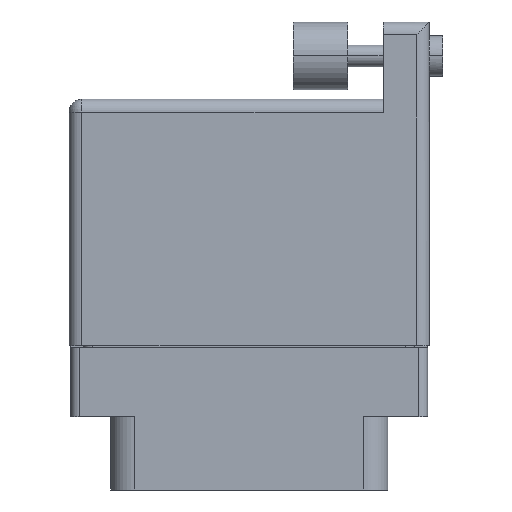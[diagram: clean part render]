
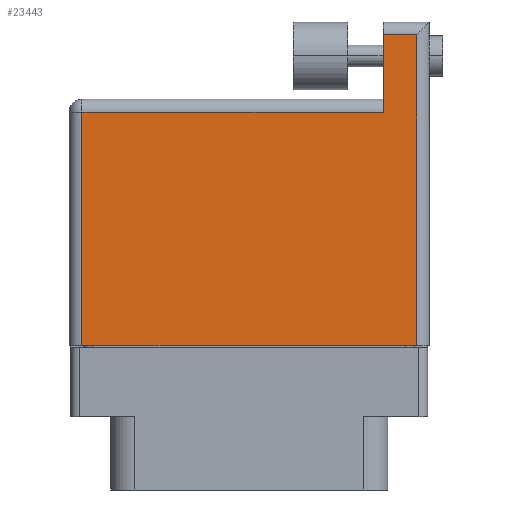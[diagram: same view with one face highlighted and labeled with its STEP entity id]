
A CAD part, front view. The second image highlights one B-rep face of the part: STEP entity #23443.
In plain terms, the highlighted face is planar.
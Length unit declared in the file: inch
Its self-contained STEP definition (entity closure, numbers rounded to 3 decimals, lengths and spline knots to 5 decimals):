
#401 = VERTEX_POINT ( 'NONE', #24185 ) ;
#686 = EDGE_CURVE ( 'NONE', #25390, #401, #21968, .T. ) ;
#880 = CARTESIAN_POINT ( 'NONE',  ( -0.6155, 0.759, 0.3575 ) ) ;
#1456 = DIRECTION ( 'NONE',  ( 0., 0., -1. ) ) ;
#3279 = CARTESIAN_POINT ( 'NONE',  ( -0.6625, -0.1, 0.3575 ) ) ;
#3310 = VECTOR ( 'NONE', #25535, 39.37008 ) ;
#3901 = VERTEX_POINT ( 'NONE', #880 ) ;
#3977 = CARTESIAN_POINT ( 'NONE',  ( -0.6155, -0.1, 0.3575 ) ) ;
#4081 = CARTESIAN_POINT ( 'NONE',  ( -0.6625, 0.759, 0.3575 ) ) ;
#5123 = VERTEX_POINT ( 'NONE', #6784 ) ;
#5832 = VECTOR ( 'NONE', #9987, 39.37008 ) ;
#6706 = VECTOR ( 'NONE', #25409, 39.37008 ) ;
#6784 = CARTESIAN_POINT ( 'NONE',  ( -0.6155, -0.1, 0.3575 ) ) ;
#9133 = EDGE_CURVE ( 'NONE', #401, #9647, #27070, .T. ) ;
#9628 = ORIENTED_EDGE ( 'NONE', *, *, #9133, .T. ) ;
#9647 = VERTEX_POINT ( 'NONE', #23386 ) ;
#9987 = DIRECTION ( 'NONE',  ( 0., -1., 0. ) ) ;
#12019 = EDGE_CURVE ( 'NONE', #9647, #3901, #20379, .T. ) ;
#14261 = VECTOR ( 'NONE', #14293, 39.37008 ) ;
#14293 = DIRECTION ( 'NONE',  ( 0., -1., 0. ) ) ;
#14737 = AXIS2_PLACEMENT_3D ( 'NONE', #26424, #1456, #20404 ) ;
#15153 = VECTOR ( 'NONE', #20136, 39.37008 ) ;
#16015 = CARTESIAN_POINT ( 'NONE',  ( 0.6155, -0.1, 0.3575 ) ) ;
#16491 = LINE ( 'NONE', #3279, #23656 ) ;
#16910 = LINE ( 'NONE', #3977, #14261 ) ;
#17139 = EDGE_CURVE ( 'NONE', #3901, #5123, #16910, .T. ) ;
#17922 = DIRECTION ( 'NONE',  ( 1., 0., 0. ) ) ;
#17980 = EDGE_CURVE ( 'NONE', #23464, #25390, #25653, .T. ) ;
#18404 = ORIENTED_EDGE ( 'NONE', *, *, #19722, .T. ) ;
#19722 = EDGE_CURVE ( 'NONE', #5123, #23464, #16491, .T. ) ;
#20136 = DIRECTION ( 'NONE',  ( -1., 0., 0. ) ) ;
#20195 = EDGE_LOOP ( 'NONE', ( #18404, #22896, #24994, #9628, #23973, #21410 ) ) ;
#20379 = LINE ( 'NONE', #4081, #15153 ) ;
#20404 = DIRECTION ( 'NONE',  ( -1., 0., 0. ) ) ;
#21326 = CARTESIAN_POINT ( 'NONE',  ( 0.4925, 1.043, 0.3575 ) ) ;
#21410 = ORIENTED_EDGE ( 'NONE', *, *, #17139, .T. ) ;
#21968 = LINE ( 'NONE', #21326, #3310 ) ;
#22044 = CARTESIAN_POINT ( 'NONE',  ( 0.6155, 1.043, 0.3575 ) ) ;
#22896 = ORIENTED_EDGE ( 'NONE', *, *, #17980, .T. ) ;
#23386 = CARTESIAN_POINT ( 'NONE',  ( 0.4925, 0.759, 0.3575 ) ) ;
#23443 = ADVANCED_FACE ( 'NONE', ( #26807 ), #26517, .F. ) ;
#23464 = VERTEX_POINT ( 'NONE', #16015 ) ;
#23656 = VECTOR ( 'NONE', #17922, 39.37008 ) ;
#23973 = ORIENTED_EDGE ( 'NONE', *, *, #12019, .T. ) ;
#24185 = CARTESIAN_POINT ( 'NONE',  ( 0.4925, 1.043, 0.3575 ) ) ;
#24721 = CARTESIAN_POINT ( 'NONE',  ( 0.4925, 1.09, 0.3575 ) ) ;
#24994 = ORIENTED_EDGE ( 'NONE', *, *, #686, .T. ) ;
#25390 = VERTEX_POINT ( 'NONE', #22044 ) ;
#25409 = DIRECTION ( 'NONE',  ( 0., 1., 0. ) ) ;
#25494 = CARTESIAN_POINT ( 'NONE',  ( 0.6155, 1.09, 0.3575 ) ) ;
#25535 = DIRECTION ( 'NONE',  ( -1., 0., 0. ) ) ;
#25653 = LINE ( 'NONE', #25494, #6706 ) ;
#26424 = CARTESIAN_POINT ( 'NONE',  ( -0.6625, 0.806, 0.3575 ) ) ;
#26517 = PLANE ( 'NONE',  #14737 ) ;
#26807 = FACE_OUTER_BOUND ( 'NONE', #20195, .T. ) ;
#27070 = LINE ( 'NONE', #24721, #5832 ) ;
